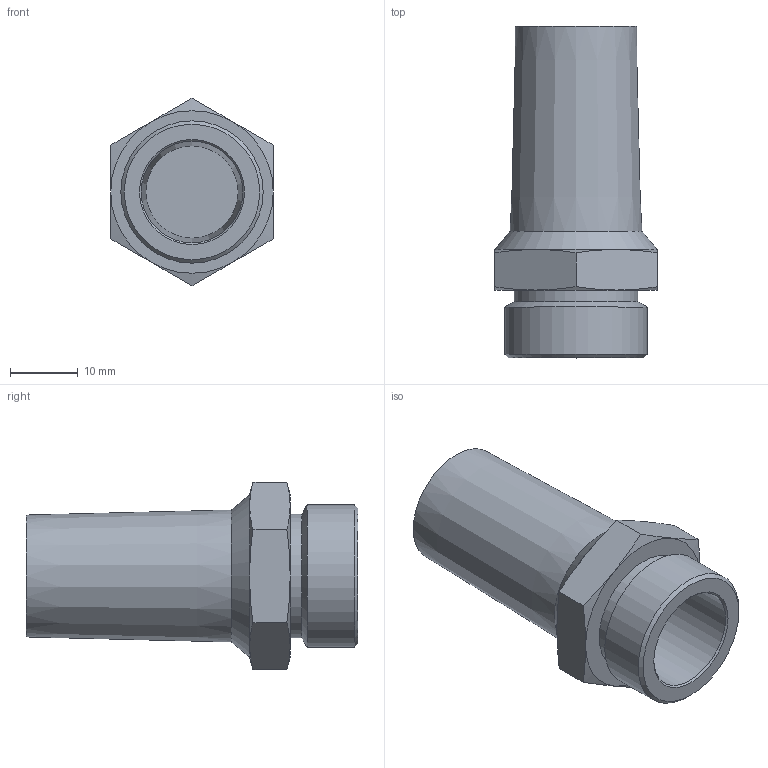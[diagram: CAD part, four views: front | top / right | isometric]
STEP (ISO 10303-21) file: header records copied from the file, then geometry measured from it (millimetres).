
FILE_DESCRIPTION(/* description */ (''),/* implementation_level */ '2;1');
FILE_NAME(/* name */ 'sd_12_ms-la.stp',/* time_stamp */ '2017-08-04T09:16:57+02:00',/* author */ ('Hamoud'),/* organization */ (''),/* preprocessor_version */ 'ST-DEVELOPER v15.6',/* originating_system */ 'Autodesk Inventor LT ',/* authorisation */ '');
FILE_SCHEMA (('AUTOMOTIVE_DESIGN { 1 0 10303 214 3 1 1 }'));
Length unit declared in the file: millimetre
Products named in the file (1): sd_12_ms-la
Bounding box: 24 x 49 x 27.71 mm (x, y, z)
Volume: 7800.7 mm3; surface area: 6160.6 mm2
Topology: 1 solids, 1 shells, 31 faces, 63 edges, 36 vertices
Faces by surface type: cone 18, plane 10, cylinder 3
Full cylindrical faces by diameter (mm): 15 x1, 18.3 x1, 21 x1
Entity records: 742 total; most frequent: CARTESIAN_POINT 168, DIRECTION 116, ORIENTED_EDGE 106, AXIS2_PLACEMENT_3D 55, EDGE_CURVE 53, EDGE_LOOP 42, VERTEX_POINT 35, FACE_OUTER_BOUND 31
